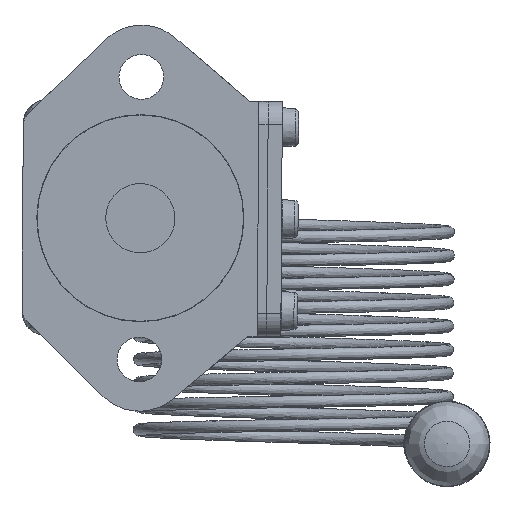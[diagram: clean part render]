
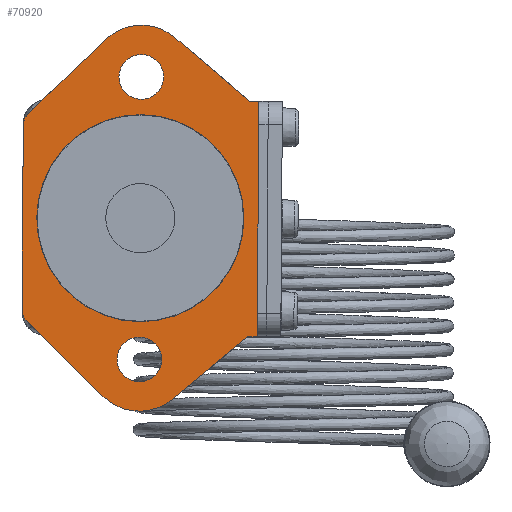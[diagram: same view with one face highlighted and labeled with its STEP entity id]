
A CAD part, front view. The second image highlights one B-rep face of the part: STEP entity #70920.
In plain terms, the highlighted planar face has unit normal (0, -1, 0).
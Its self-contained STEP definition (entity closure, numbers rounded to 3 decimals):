
#68539=CARTESIAN_POINT('',(-132.935,-70.982,-201.089));
#68540=VERTEX_POINT('',#68539);
#68564=CARTESIAN_POINT('',(-133.212,-70.982,-241.088));
#68565=VERTEX_POINT('',#68564);
#68566=CARTESIAN_POINT('',(-133.212,-70.982,-241.088));
#68567=DIRECTION('',(0.007,0.0,1.));
#68568=VECTOR('',#68567,40.);
#68569=LINE('',#68566,#68568);
#68570=EDGE_CURVE('',#68565,#68540,#68569,.T.);
#68677=CARTESIAN_POINT('',(-133.246,-70.982,-246.088));
#68678=VERTEX_POINT('',#68677);
#68679=CARTESIAN_POINT('',(-133.246,-70.982,-246.088));
#68680=DIRECTION('',(0.007,0.0,1.));
#68681=VECTOR('',#68680,5.);
#68682=LINE('',#68679,#68681);
#68683=EDGE_CURVE('',#68678,#68565,#68682,.T.);
#68700=CARTESIAN_POINT('',(-132.901,-70.982,-196.089));
#68701=VERTEX_POINT('',#68700);
#68708=CARTESIAN_POINT('',(-132.935,-70.982,-201.089));
#68709=DIRECTION('',(0.007,0.0,1.));
#68710=VECTOR('',#68709,5.);
#68711=LINE('',#68708,#68710);
#68712=EDGE_CURVE('',#68540,#68701,#68711,.T.);
#68806=CARTESIAN_POINT('',(-135.246,-70.982,-246.074));
#68807=VERTEX_POINT('',#68806);
#68814=CARTESIAN_POINT('',(-151.249,-70.982,-259.375));
#68815=VERTEX_POINT('',#68814);
#68816=CARTESIAN_POINT('',(-151.249,-70.982,-259.375));
#68817=DIRECTION('',(0.769,0.0,0.639));
#68818=VECTOR('',#68817,20.809);
#68819=LINE('',#68816,#68818);
#68820=EDGE_CURVE('',#68815,#68807,#68819,.T.);
#68854=CARTESIAN_POINT('',(-166.011,-70.982,-258.74));
#68855=VERTEX_POINT('',#68854);
#68856=CARTESIAN_POINT('',(-158.28,-70.982,-250.915));
#68857=DIRECTION('',(0.,-1.0,0.));
#68858=DIRECTION('',(-0.639,0.,0.769));
#68859=AXIS2_PLACEMENT_3D('',#68856,#68857,#68858);
#68860=CIRCLE('',#68859,11.);
#68861=EDGE_CURVE('',#68855,#68815,#68860,.T.);
#68888=CARTESIAN_POINT('',(-165.487,-70.982,-182.985));
#68889=VERTEX_POINT('',#68888);
#68896=CARTESIAN_POINT('',(-150.718,-70.982,-182.555));
#68897=VERTEX_POINT('',#68896);
#68898=CARTESIAN_POINT('',(-157.866,-70.982,-190.916));
#68899=DIRECTION('',(0.,-1.0,0.));
#68900=DIRECTION('',(0.693,0.,-0.721));
#68901=AXIS2_PLACEMENT_3D('',#68898,#68899,#68900);
#68902=CIRCLE('',#68901,11.);
#68903=EDGE_CURVE('',#68897,#68889,#68902,.T.);
#68928=CARTESIAN_POINT('',(-134.901,-70.982,-196.075));
#68929=VERTEX_POINT('',#68928);
#68930=CARTESIAN_POINT('',(-134.901,-70.982,-196.075));
#68931=DIRECTION('',(-0.76,0.0,0.65));
#68932=VECTOR('',#68931,20.809);
#68933=LINE('',#68930,#68932);
#68934=EDGE_CURVE('',#68929,#68897,#68933,.T.);
#70205=CARTESIAN_POINT('',(-183.209,-70.982,-240.477));
#70206=VERTEX_POINT('',#70205);
#70213=CARTESIAN_POINT('',(-182.936,-70.982,-201.009));
#70214=VERTEX_POINT('',#70213);
#70215=CARTESIAN_POINT('',(-182.936,-70.982,-201.009));
#70216=DIRECTION('',(-0.007,0.0,-1.));
#70217=VECTOR('',#70216,39.469);
#70218=LINE('',#70215,#70217);
#70219=EDGE_CURVE('',#70214,#70206,#70218,.T.);
#70332=CARTESIAN_POINT('',(-135.246,-70.982,-246.074));
#70333=DIRECTION('',(1.,0.0,-0.007));
#70334=VECTOR('',#70333,2.);
#70335=LINE('',#70332,#70334);
#70336=EDGE_CURVE('',#68807,#68678,#70335,.T.);
#70628=CARTESIAN_POINT('',(-182.015,-70.982,-198.866));
#70629=VERTEX_POINT('',#70628);
#70638=CARTESIAN_POINT('',(-165.487,-70.982,-182.985));
#70639=DIRECTION('',(-0.721,0.0,-0.693));
#70640=VECTOR('',#70639,22.921);
#70641=LINE('',#70638,#70640);
#70642=EDGE_CURVE('',#68889,#70629,#70641,.T.);
#70775=CARTESIAN_POINT('',(-179.936,-70.982,-201.03));
#70776=DIRECTION('',(0.,1.0,0.));
#70777=DIRECTION('',(-0.919,0.,0.395));
#70778=AXIS2_PLACEMENT_3D('',#70775,#70776,#70777);
#70779=CIRCLE('',#70778,3.0);
#70780=EDGE_CURVE('',#70214,#70629,#70779,.T.);
#70835=CARTESIAN_POINT('',(-182.317,-70.982,-242.632));
#70836=VERTEX_POINT('',#70835);
#70846=CARTESIAN_POINT('',(-182.317,-70.982,-242.632));
#70847=DIRECTION('',(0.711,0.0,-0.703));
#70848=VECTOR('',#70847,22.921);
#70849=LINE('',#70846,#70848);
#70850=EDGE_CURVE('',#70836,#68855,#70849,.T.);
#70855=CARTESIAN_POINT('',(-156.615,-70.982,-220.926));
#70856=DIRECTION('',(0.0,1.0,0.0));
#70857=DIRECTION('',(-0.007,0.0,-1.));
#70858=AXIS2_PLACEMENT_3D('',#70855,#70856,#70857);
#70859=PLANE('',#70858);
#70860=ORIENTED_EDGE('',*,*,#68683,.T.);
#70861=ORIENTED_EDGE('',*,*,#68570,.T.);
#70862=ORIENTED_EDGE('',*,*,#68712,.T.);
#70863=CARTESIAN_POINT('',(-132.901,-70.982,-196.089));
#70864=DIRECTION('',(-1.,0.0,0.007));
#70865=VECTOR('',#70864,2.);
#70866=LINE('',#70863,#70865);
#70867=EDGE_CURVE('',#68701,#68929,#70866,.T.);
#70868=ORIENTED_EDGE('',*,*,#70867,.T.);
#70869=ORIENTED_EDGE('',*,*,#68934,.T.);
#70870=ORIENTED_EDGE('',*,*,#68903,.T.);
#70871=ORIENTED_EDGE('',*,*,#70642,.T.);
#70872=ORIENTED_EDGE('',*,*,#70780,.F.);
#70873=ORIENTED_EDGE('',*,*,#70219,.T.);
#70874=CARTESIAN_POINT('',(-180.209,-70.982,-240.498));
#70875=DIRECTION('',(0.,1.0,0.));
#70876=DIRECTION('',(-0.924,0.,-0.382));
#70877=AXIS2_PLACEMENT_3D('',#70874,#70875,#70876);
#70878=CIRCLE('',#70877,3.0);
#70879=EDGE_CURVE('',#70836,#70206,#70878,.T.);
#70880=ORIENTED_EDGE('',*,*,#70879,.F.);
#70881=ORIENTED_EDGE('',*,*,#70850,.T.);
#70882=ORIENTED_EDGE('',*,*,#68861,.T.);
#70883=ORIENTED_EDGE('',*,*,#68820,.T.);
#70884=ORIENTED_EDGE('',*,*,#70336,.T.);
#70885=EDGE_LOOP('',(#70860,#70861,#70862,#70868,#70869,#70870,#70871,#70872,#70873,#70880,#70881,#70882,#70883,#70884));
#70886=FACE_OUTER_BOUND('',#70885,.T.);
#70887=CARTESIAN_POINT('',(-157.921,-70.982,-198.916));
#70888=VERTEX_POINT('',#70887);
#70889=CARTESIAN_POINT('',(-158.073,-70.982,-220.916));
#70890=DIRECTION('',(0.,1.0,0.));
#70891=DIRECTION('',(0.007,0.,1.));
#70892=AXIS2_PLACEMENT_3D('',#70889,#70890,#70891);
#70893=CIRCLE('',#70892,22.);
#70894=EDGE_CURVE('',#70888,#70888,#70893,.T.);
#70895=ORIENTED_EDGE('',*,*,#70894,.T.);
#70896=EDGE_LOOP('',(#70895));
#70897=FACE_BOUND('',#70896,.T.);
#70898=CARTESIAN_POINT('',(-158.313,-70.982,-255.665));
#70899=VERTEX_POINT('',#70898);
#70900=CARTESIAN_POINT('',(-158.28,-70.982,-250.915));
#70901=DIRECTION('',(0.,1.0,0.));
#70902=DIRECTION('',(0.007,0.,1.));
#70903=AXIS2_PLACEMENT_3D('',#70900,#70901,#70902);
#70904=CIRCLE('',#70903,4.75);
#70905=EDGE_CURVE('',#70899,#70899,#70904,.T.);
#70906=ORIENTED_EDGE('',*,*,#70905,.T.);
#70907=EDGE_LOOP('',(#70906));
#70908=FACE_BOUND('',#70907,.T.);
#70909=CARTESIAN_POINT('',(-157.898,-70.982,-195.666));
#70910=VERTEX_POINT('',#70909);
#70911=CARTESIAN_POINT('',(-157.866,-70.982,-190.916));
#70912=DIRECTION('',(0.,1.0,0.));
#70913=DIRECTION('',(0.007,0.,1.));
#70914=AXIS2_PLACEMENT_3D('',#70911,#70912,#70913);
#70915=CIRCLE('',#70914,4.75);
#70916=EDGE_CURVE('',#70910,#70910,#70915,.T.);
#70917=ORIENTED_EDGE('',*,*,#70916,.T.);
#70918=EDGE_LOOP('',(#70917));
#70919=FACE_BOUND('',#70918,.T.);
#70920=ADVANCED_FACE('',(#70886,#70897,#70908,#70919),#70859,.F.);
